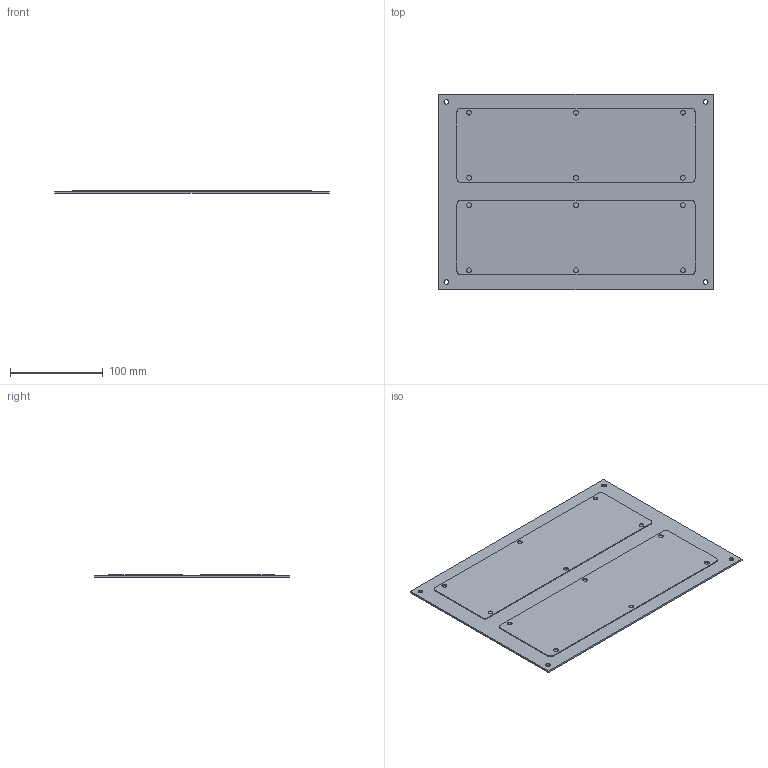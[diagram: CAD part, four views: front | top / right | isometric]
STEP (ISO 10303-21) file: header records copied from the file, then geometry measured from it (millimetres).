
FILE_DESCRIPTION (( 'STEP AP214' ), '1' );
FILE_NAME ('CAM-FrontPanel.STEP', '2024-10-11T14:42:33', ( '' ), ( '' ), 'SwSTEP 2.0', 'SolidWorks 2022', '' );
FILE_SCHEMA (( 'AUTOMOTIVE_DESIGN' ));
Length unit declared in the file: millimetre
Products named in the file (3): Panels-Sheet-Stock-A4; CAM-FrontPanel; 610_FrontPanel_x1_1mm_INOX
Assembly tree (3 placements, depth 2):
  CAM-FrontPanel
    Panels-Sheet-Stock-A4
    610_FrontPanel_x1_1mm_INOX  x2
Bounding box: 295 x 210 x 3 mm (x, y, z)
Volume: 164430.3 mm3; surface area: 208785.9 mm2
Topology: 3 solids, 3 shells, 58 faces, 156 edges, 104 vertices
Faces by surface type: cylinder 40, plane 18
Entity records: 1306 total; most frequent: DIRECTION 228, CARTESIAN_POINT 202, ORIENTED_EDGE 192, EDGE_CURVE 96, AXIS2_PLACEMENT_3D 90, VERTEX_POINT 64, EDGE_LOOP 56, LINE 48
